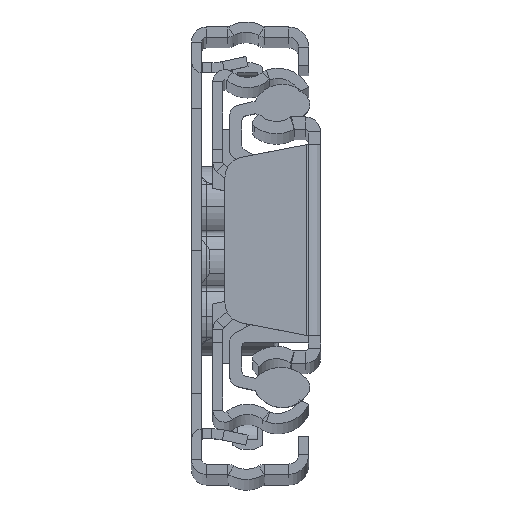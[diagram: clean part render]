
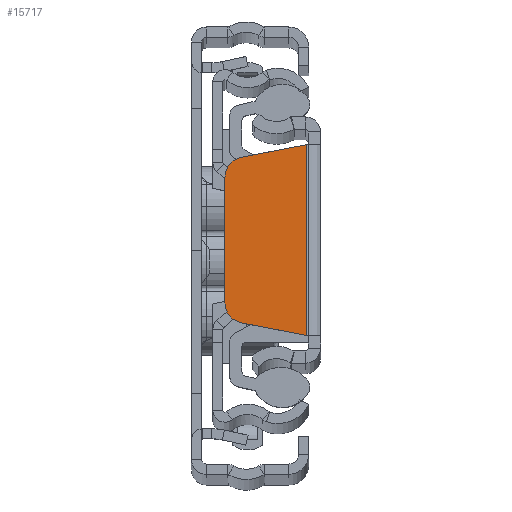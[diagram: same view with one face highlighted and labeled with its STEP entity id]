
A CAD part, top view. The second image highlights one B-rep face of the part: STEP entity #15717.
In plain terms, the highlighted planar face has unit normal (0, 0, 1).
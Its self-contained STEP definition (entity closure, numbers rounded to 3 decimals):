
#66 = AXIS2_PLACEMENT_3D ( 'NONE', #3575, #287, #10517 ) ;
#157 = VERTEX_POINT ( 'NONE', #18233 ) ;
#287 = DIRECTION ( 'NONE',  ( 0., 0., -1. ) ) ;
#1044 = CARTESIAN_POINT ( 'NONE',  ( -1.36, -9.379, 0. ) ) ;
#1383 = AXIS2_PLACEMENT_3D ( 'NONE', #14088, #5169, #19514 ) ;
#3068 = ORIENTED_EDGE ( 'NONE', *, *, #7944, .T. ) ;
#3344 = FACE_OUTER_BOUND ( 'NONE', #8267, .T. ) ;
#3575 = CARTESIAN_POINT ( 'NONE',  ( 0., 0., 0. ) ) ;
#4328 = EDGE_CURVE ( 'NONE', #5432, #10305, #12304, .T. ) ;
#4828 = CARTESIAN_POINT ( 'NONE',  ( -7.401, 6.183, 0. ) ) ;
#5169 = DIRECTION ( 'NONE',  ( 0., 0., 1. ) ) ;
#5432 = VERTEX_POINT ( 'NONE', #9561 ) ;
#6316 = DIRECTION ( 'NONE',  ( 0., -1., 0. ) ) ;
#6705 = CARTESIAN_POINT ( 'NONE',  ( -1.786, -9.298, 0. ) ) ;
#6715 = DIRECTION ( 'NONE',  ( 0., 0., 1. ) ) ;
#6906 = VERTEX_POINT ( 'NONE', #7047 ) ;
#7047 = CARTESIAN_POINT ( 'NONE',  ( -1.36, 9.379, 0. ) ) ;
#7367 = ORIENTED_EDGE ( 'NONE', *, *, #20752, .T. ) ;
#7676 = CARTESIAN_POINT ( 'NONE',  ( -1.36, -9.379, 0. ) ) ;
#7944 = EDGE_CURVE ( 'NONE', #157, #15809, #19149, .T. ) ;
#8178 = LINE ( 'NONE', #10167, #22840 ) ;
#8267 = EDGE_LOOP ( 'NONE', ( #18904, #7367, #3068, #22545, #11786, #20748 ) ) ;
#9561 = CARTESIAN_POINT ( 'NONE',  ( -7.778, 8.147, 0. ) ) ;
#10167 = CARTESIAN_POINT ( 'NONE',  ( -9.401, 0., 0. ) ) ;
#10305 = VERTEX_POINT ( 'NONE', #22594 ) ;
#10517 = DIRECTION ( 'NONE',  ( -1., 0., 0. ) ) ;
#10800 = AXIS2_PLACEMENT_3D ( 'NONE', #4828, #6715, #13865 ) ;
#11278 = DIRECTION ( 'NONE',  ( -0.982, -0.189, 0. ) ) ;
#11499 = CIRCLE ( 'NONE', #1383, 2. ) ;
#11728 = LINE ( 'NONE', #18893, #15355 ) ;
#11786 = ORIENTED_EDGE ( 'NONE', *, *, #13357, .T. ) ;
#12304 = CIRCLE ( 'NONE', #10800, 2. ) ;
#13357 = EDGE_CURVE ( 'NONE', #6906, #5432, #11728, .T. ) ;
#13865 = DIRECTION ( 'NONE',  ( -1., 0., 0. ) ) ;
#14088 = CARTESIAN_POINT ( 'NONE',  ( -7.401, -6.183, 0. ) ) ;
#14429 = EDGE_CURVE ( 'NONE', #10305, #22254, #8178, .T. ) ;
#15030 = EDGE_CURVE ( 'NONE', #6906, #15809, #20529, .T. ) ;
#15355 = VECTOR ( 'NONE', #11278, 1000. ) ;
#15717 = ADVANCED_FACE ( 'NONE', ( #3344 ), #16018, .F. ) ;
#15809 = VERTEX_POINT ( 'NONE', #7676 ) ;
#16018 = PLANE ( 'NONE',  #66 ) ;
#17281 = VECTOR ( 'NONE', #6316, 1000. ) ;
#17508 = DIRECTION ( 'NONE',  ( 0.982, -0.189, 0. ) ) ;
#18233 = CARTESIAN_POINT ( 'NONE',  ( -7.778, -8.147, 0. ) ) ;
#18893 = CARTESIAN_POINT ( 'NONE',  ( -1.786, 9.298, 0. ) ) ;
#18904 = ORIENTED_EDGE ( 'NONE', *, *, #14429, .T. ) ;
#19149 = LINE ( 'NONE', #6705, #19308 ) ;
#19308 = VECTOR ( 'NONE', #17508, 1000. ) ;
#19514 = DIRECTION ( 'NONE',  ( -1., 0., 0. ) ) ;
#20529 = LINE ( 'NONE', #1044, #17281 ) ;
#20729 = DIRECTION ( 'NONE',  ( 0., -1., 0. ) ) ;
#20748 = ORIENTED_EDGE ( 'NONE', *, *, #4328, .T. ) ;
#20752 = EDGE_CURVE ( 'NONE', #22254, #157, #11499, .T. ) ;
#21504 = CARTESIAN_POINT ( 'NONE',  ( -9.401, -6.183, 0. ) ) ;
#22254 = VERTEX_POINT ( 'NONE', #21504 ) ;
#22545 = ORIENTED_EDGE ( 'NONE', *, *, #15030, .F. ) ;
#22594 = CARTESIAN_POINT ( 'NONE',  ( -9.401, 6.183, 0. ) ) ;
#22840 = VECTOR ( 'NONE', #20729, 1000. ) ;
